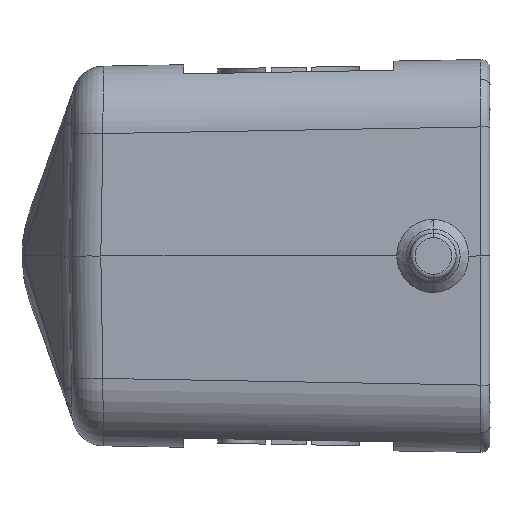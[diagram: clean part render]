
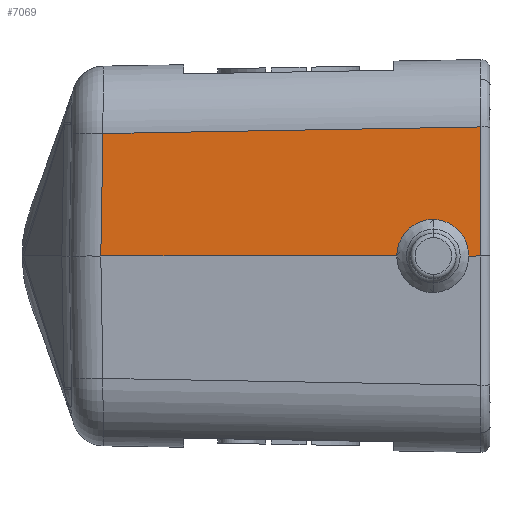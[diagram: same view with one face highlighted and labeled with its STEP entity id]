
A CAD part, left-side view. The second image highlights one B-rep face of the part: STEP entity #7069.
In plain terms, the highlighted planar face has unit normal (-1, 0.018, 0.017).
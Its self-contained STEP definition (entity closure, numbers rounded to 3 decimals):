
#235=CARTESIAN_POINT('',(-29.959,2.337,
0.));
#236=CARTESIAN_POINT('',(-29.954,2.332,0.301));
#237=CARTESIAN_POINT('',(-29.943,2.389,0.886));
#238=CARTESIAN_POINT('',(-29.923,2.669,1.731));
#239=CARTESIAN_POINT('',(-29.902,3.128,2.487));
#240=CARTESIAN_POINT('',(-29.88,3.742,3.123));
#241=CARTESIAN_POINT('',(-29.859,4.482,3.608));
#242=CARTESIAN_POINT('',(-29.839,5.316,3.917));
#243=CARTESIAN_POINT('',(-29.827,5.899,3.995));
#244=CARTESIAN_POINT('',(-29.822,6.2,4.));
#246=DIRECTION('',(0.,0.707,-0.707));
#247=VECTOR('',#246,5.657);
#248=CARTESIAN_POINT('',(-29.822,6.2,4.));
#249=LINE('',#248,#247);
#250=DIRECTION('',(0.017,-0.017,1.));
#251=VECTOR('',#250,13.397);
#252=CARTESIAN_POINT('',(-29.257,42.562,0.));
#253=LINE('',#252,#251);
#254=DIRECTION('',(-0.017,-1.,0.017));
#255=VECTOR('',#254,41.323);
#256=CARTESIAN_POINT('',(-29.027,42.328,13.393));
#257=LINE('',#256,#255);
#266=DIRECTION('',(-0.017,-1.,0.));
#267=VECTOR('',#266,32.367);
#268=CARTESIAN_POINT('',(-29.257,42.562,0.));
#269=LINE('',#268,#267);
#285=DIRECTION('',(-0.017,-1.,0.));
#286=VECTOR('',#285,1.319);
#287=CARTESIAN_POINT('',(-29.959,2.337,
0.));
#288=LINE('',#287,#286);
#736=DIRECTION('',(0.017,0.,1.));
#737=VECTOR('',#736,14.116);
#738=CARTESIAN_POINT('',(-29.982,1.019,
0.));
#739=LINE('',#738,#737);
#5755=CARTESIAN_POINT('',(-29.027,42.328,13.393));
#5756=CARTESIAN_POINT('',(-29.736,1.017,14.114));
#5757=VERTEX_POINT('',#5755);
#5758=VERTEX_POINT('',#5756);
#5764=CARTESIAN_POINT('',(-29.959,2.337,
0.));
#5765=CARTESIAN_POINT('',(-29.982,1.019,
0.));
#5766=VERTEX_POINT('',#5764);
#5767=VERTEX_POINT('',#5765);
#5768=VERTEX_POINT('',#244);
#5769=CARTESIAN_POINT('',(-29.822,10.2,
0.));
#5770=VERTEX_POINT('',#5769);
#5771=CARTESIAN_POINT('',(-29.257,42.562,
0.));
#5772=VERTEX_POINT('',#5771);
#7049=CARTESIAN_POINT('',(-29.607,0.,22.544));
#7050=DIRECTION('',(-1.,0.017,0.017));
#7051=DIRECTION('',(-0.017,-1.,0.));
#7052=AXIS2_PLACEMENT_3D('',#7049,#7050,#7051);
#7053=PLANE('',#7052);
#7055=ORIENTED_EDGE('',*,*,#7054,.F.);
#7057=ORIENTED_EDGE('',*,*,#7056,.T.);
#7059=ORIENTED_EDGE('',*,*,#7058,.T.);
#7061=ORIENTED_EDGE('',*,*,#7060,.F.);
#7063=ORIENTED_EDGE('',*,*,#7062,.T.);
#7064=ORIENTED_EDGE('',*,*,#7030,.T.);
#7066=ORIENTED_EDGE('',*,*,#7065,.F.);
#7067=EDGE_LOOP('',(#7055,#7057,#7059,#7061,#7063,#7064,#7066));
#7068=FACE_OUTER_BOUND('',#7067,.F.);
#245=B_SPLINE_CURVE_WITH_KNOTS('',3,(#235,#236,#237,#238,#239,#240,#241,#242,
#243,#244),.UNSPECIFIED.,.F.,.F.,(4,1,1,1,1,1,1,4),(0.,0.143,
0.286,0.429,0.571,0.714,
0.857,1.),.UNSPECIFIED.);
#7030=EDGE_CURVE('',#5757,#5758,#257,.T.);
#7054=EDGE_CURVE('',#5766,#5767,#288,.T.);
#7056=EDGE_CURVE('',#5766,#5768,#245,.T.);
#7058=EDGE_CURVE('',#5768,#5770,#249,.T.);
#7060=EDGE_CURVE('',#5772,#5770,#269,.T.);
#7062=EDGE_CURVE('',#5772,#5757,#253,.T.);
#7065=EDGE_CURVE('',#5767,#5758,#739,.T.);
#7069=ADVANCED_FACE('',(#7068),#7053,.T.);
